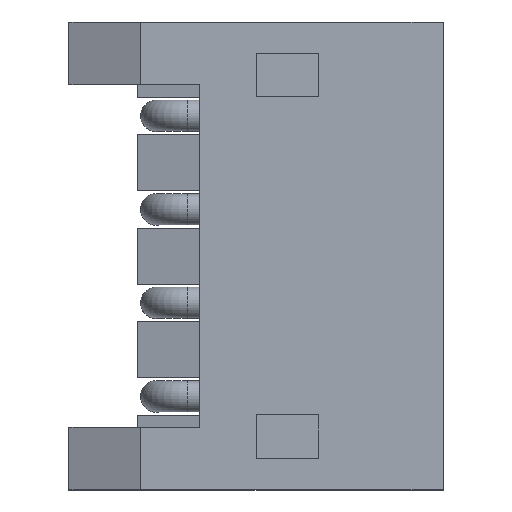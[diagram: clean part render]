
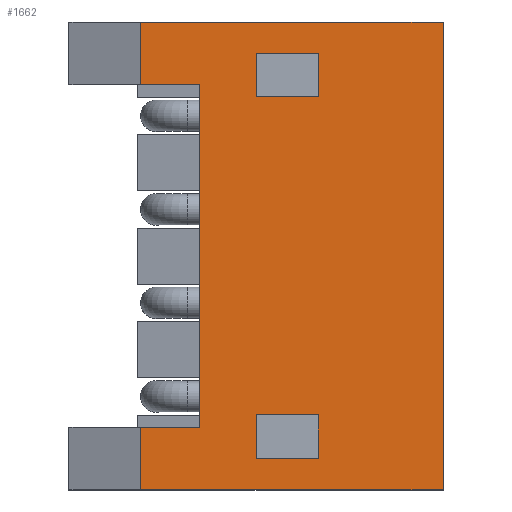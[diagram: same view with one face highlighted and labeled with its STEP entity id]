
A CAD part, top view. The second image highlights one B-rep face of the part: STEP entity #1662.
In plain terms, the highlighted planar face has unit normal (0, 0, 1).
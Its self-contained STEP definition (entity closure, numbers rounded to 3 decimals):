
#18=FACE_BOUND('',#234,.T.);
#19=FACE_BOUND('',#235,.T.);
#51=PLANE('',#1814);
#145=FACE_OUTER_BOUND('',#233,.T.);
#233=EDGE_LOOP('',(#1372,#1373,#1374,#1375,#1376,#1377,#1378,#1379));
#234=EDGE_LOOP('',(#1380,#1381,#1382,#1383));
#235=EDGE_LOOP('',(#1384,#1385,#1386,#1387));
#361=LINE('',#2597,#547);
#366=LINE('',#2607,#552);
#373=LINE('',#2620,#559);
#374=LINE('',#2623,#560);
#375=LINE('',#2625,#561);
#376=LINE('',#2627,#562);
#377=LINE('',#2629,#563);
#378=LINE('',#2630,#564);
#379=LINE('',#2633,#565);
#380=LINE('',#2635,#566);
#381=LINE('',#2637,#567);
#382=LINE('',#2638,#568);
#383=LINE('',#2641,#569);
#384=LINE('',#2643,#570);
#385=LINE('',#2645,#571);
#386=LINE('',#2646,#572);
#547=VECTOR('',#2134,10.);
#552=VECTOR('',#2143,10.);
#559=VECTOR('',#2152,10.);
#560=VECTOR('',#2155,10.);
#561=VECTOR('',#2156,10.);
#562=VECTOR('',#2157,10.);
#563=VECTOR('',#2158,10.);
#564=VECTOR('',#2159,10.);
#565=VECTOR('',#2160,10.);
#566=VECTOR('',#2161,10.);
#567=VECTOR('',#2162,10.);
#568=VECTOR('',#2163,10.);
#569=VECTOR('',#2164,10.);
#570=VECTOR('',#2165,10.);
#571=VECTOR('',#2166,10.);
#572=VECTOR('',#2167,10.);
#794=VERTEX_POINT('',#2594);
#795=VERTEX_POINT('',#2596);
#798=VERTEX_POINT('',#2606);
#803=VERTEX_POINT('',#2618);
#804=VERTEX_POINT('',#2622);
#805=VERTEX_POINT('',#2624);
#806=VERTEX_POINT('',#2626);
#807=VERTEX_POINT('',#2628);
#808=VERTEX_POINT('',#2631);
#809=VERTEX_POINT('',#2632);
#810=VERTEX_POINT('',#2634);
#811=VERTEX_POINT('',#2636);
#812=VERTEX_POINT('',#2639);
#813=VERTEX_POINT('',#2640);
#814=VERTEX_POINT('',#2642);
#815=VERTEX_POINT('',#2644);
#995=EDGE_CURVE('',#795,#794,#361,.T.);
#1000=EDGE_CURVE('',#798,#795,#366,.T.);
#1007=EDGE_CURVE('',#794,#803,#373,.T.);
#1008=EDGE_CURVE('',#804,#803,#374,.T.);
#1009=EDGE_CURVE('',#804,#805,#375,.T.);
#1010=EDGE_CURVE('',#806,#805,#376,.T.);
#1011=EDGE_CURVE('',#807,#806,#377,.T.);
#1012=EDGE_CURVE('',#798,#807,#378,.T.);
#1013=EDGE_CURVE('',#808,#809,#379,.T.);
#1014=EDGE_CURVE('',#809,#810,#380,.T.);
#1015=EDGE_CURVE('',#810,#811,#381,.T.);
#1016=EDGE_CURVE('',#811,#808,#382,.T.);
#1017=EDGE_CURVE('',#812,#813,#383,.T.);
#1018=EDGE_CURVE('',#813,#814,#384,.T.);
#1019=EDGE_CURVE('',#814,#815,#385,.T.);
#1020=EDGE_CURVE('',#815,#812,#386,.T.);
#1372=ORIENTED_EDGE('',*,*,#1000,.T.);
#1373=ORIENTED_EDGE('',*,*,#995,.T.);
#1374=ORIENTED_EDGE('',*,*,#1007,.T.);
#1375=ORIENTED_EDGE('',*,*,#1008,.F.);
#1376=ORIENTED_EDGE('',*,*,#1009,.T.);
#1377=ORIENTED_EDGE('',*,*,#1010,.F.);
#1378=ORIENTED_EDGE('',*,*,#1011,.F.);
#1379=ORIENTED_EDGE('',*,*,#1012,.F.);
#1380=ORIENTED_EDGE('',*,*,#1013,.T.);
#1381=ORIENTED_EDGE('',*,*,#1014,.T.);
#1382=ORIENTED_EDGE('',*,*,#1015,.T.);
#1383=ORIENTED_EDGE('',*,*,#1016,.T.);
#1384=ORIENTED_EDGE('',*,*,#1017,.T.);
#1385=ORIENTED_EDGE('',*,*,#1018,.T.);
#1386=ORIENTED_EDGE('',*,*,#1019,.T.);
#1387=ORIENTED_EDGE('',*,*,#1020,.T.);
#1662=ADVANCED_FACE('',(#145,#18,#19),#51,.T.);
#1814=AXIS2_PLACEMENT_3D('',#2621,#2153,#2154);
#2134=DIRECTION('',(0.,-1.,0.));
#2143=DIRECTION('',(1.,0.,0.));
#2152=DIRECTION('',(-1.,0.,0.));
#2153=DIRECTION('center_axis',(0.,0.,
1.));
#2154=DIRECTION('ref_axis',(0.,-1.,0.));
#2155=DIRECTION('',(0.,1.,0.));
#2156=DIRECTION('',(1.,0.,0.));
#2157=DIRECTION('',(0.,-1.,0.));
#2158=DIRECTION('',(1.,0.,0.));
#2159=DIRECTION('',(0.,1.,0.));
#2160=DIRECTION('',(1.,0.,0.));
#2161=DIRECTION('',(0.,-1.,0.));
#2162=DIRECTION('',(-1.,0.,0.));
#2163=DIRECTION('',(0.,1.,0.));
#2164=DIRECTION('',(0.,1.,0.));
#2165=DIRECTION('',(1.,0.,0.));
#2166=DIRECTION('',(0.,-1.,0.));
#2167=DIRECTION('',(-1.,0.,0.));
#2594=CARTESIAN_POINT('',(0.7,-0.5,3.7));
#2596=CARTESIAN_POINT('',(0.7,5.,3.7));
#2597=CARTESIAN_POINT('',(0.7,2.75,3.7));
#2606=CARTESIAN_POINT('',(-0.25,5.,3.7));
#2607=CARTESIAN_POINT('',(0.35,5.,3.7));
#2618=CARTESIAN_POINT('',(-0.25,-0.5,3.7));
#2620=CARTESIAN_POINT('',(-0.7,-0.5,3.7));
#2621=CARTESIAN_POINT('Origin',(0.,6.,3.7));
#2622=CARTESIAN_POINT('',(-0.25,-1.5,3.7));
#2623=CARTESIAN_POINT('',(-0.25,-1.5,3.7));
#2624=CARTESIAN_POINT('',(4.6,-1.5,3.7));
#2625=CARTESIAN_POINT('',(0.,-1.5,3.7));
#2626=CARTESIAN_POINT('',(4.6,6.,3.7));
#2627=CARTESIAN_POINT('',(4.6,6.,3.7));
#2628=CARTESIAN_POINT('',(-0.25,6.,3.7));
#2629=CARTESIAN_POINT('',(0.,6.,3.7));
#2630=CARTESIAN_POINT('',(-0.25,-1.5,3.7));
#2631=CARTESIAN_POINT('',(1.6,5.5,3.7));
#2632=CARTESIAN_POINT('',(2.6,5.5,3.7));
#2633=CARTESIAN_POINT('',(0.8,5.5,3.7));
#2634=CARTESIAN_POINT('',(2.6,4.8,3.7));
#2635=CARTESIAN_POINT('',(2.6,5.75,3.7));
#2636=CARTESIAN_POINT('',(1.6,4.8,3.7));
#2637=CARTESIAN_POINT('',(1.3,4.8,3.7));
#2638=CARTESIAN_POINT('',(1.6,5.4,3.7));
#2639=CARTESIAN_POINT('',(1.6,-1.,3.7));
#2640=CARTESIAN_POINT('',(1.6,-0.3,3.7));
#2641=CARTESIAN_POINT('',(1.6,2.5,3.7));
#2642=CARTESIAN_POINT('',(2.6,-0.3,3.7));
#2643=CARTESIAN_POINT('',(0.8,-0.3,3.7));
#2644=CARTESIAN_POINT('',(2.6,-1.,3.7));
#2645=CARTESIAN_POINT('',(2.6,2.85,3.7));
#2646=CARTESIAN_POINT('',(1.3,-1.,3.7));
